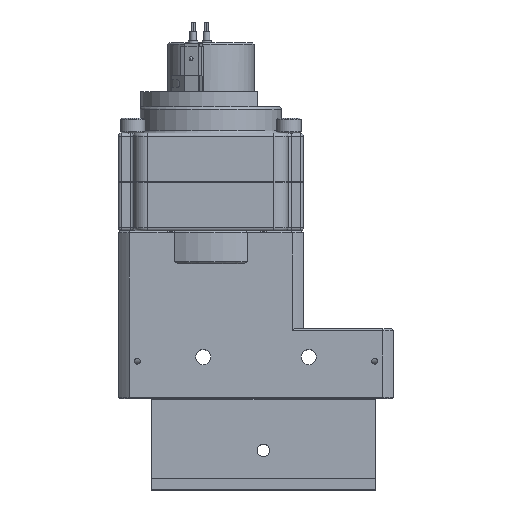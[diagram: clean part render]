
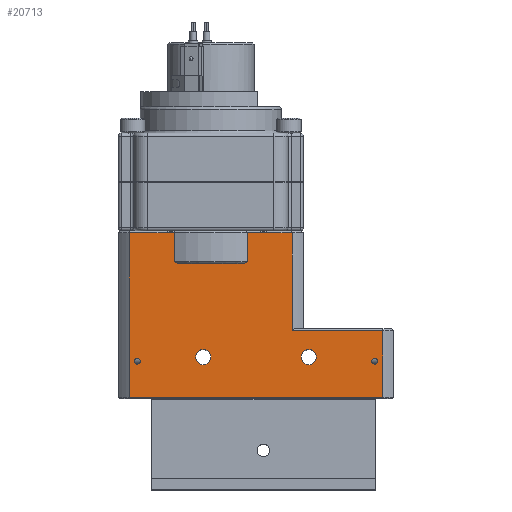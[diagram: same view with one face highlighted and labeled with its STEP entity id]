
A CAD part, top view. The second image highlights one B-rep face of the part: STEP entity #20713.
In plain terms, the highlighted planar face has unit normal (0, 0, 1).
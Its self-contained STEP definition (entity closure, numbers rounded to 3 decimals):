
#87=PLANE($,#21576);
#499=(
BOUNDED_CURVE()
B_SPLINE_CURVE(2,(#28350,#28351,#28352),.UNSPECIFIED.,.F.,.F.)
B_SPLINE_CURVE_WITH_KNOTS((3,3),(-2.59,-2.326),
 .UNSPECIFIED.)
CURVE()
GEOMETRIC_REPRESENTATION_ITEM()
RATIONAL_B_SPLINE_CURVE((1.233,1.225,1.217))
REPRESENTATION_ITEM($)
);
#500=(
BOUNDED_CURVE()
B_SPLINE_CURVE(2,(#28354,#28355,#28356),.UNSPECIFIED.,.F.,.F.)
B_SPLINE_CURVE_WITH_KNOTS((3,3),(-7.562,-7.297),
 .UNSPECIFIED.)
CURVE()
GEOMETRIC_REPRESENTATION_ITEM()
RATIONAL_B_SPLINE_CURVE((1.217,1.225,1.233))
REPRESENTATION_ITEM($)
);
#611=LINE($,#28336,#3454);
#613=LINE($,#28346,#3456);
#614=LINE($,#28359,#3457);
#615=LINE($,#28360,#3458);
#616=LINE($,#28364,#3459);
#628=LINE($,#28425,#3471);
#634=LINE($,#28456,#3477);
#635=LINE($,#28459,#3478);
#636=LINE($,#28461,#3479);
#637=LINE($,#28462,#3480);
#3454=VECTOR($,#22967,23.849);
#3456=VECTOR($,#22971,34.394);
#3457=VECTOR($,#22980,15.5);
#3458=VECTOR($,#22981,15.5);
#3459=VECTOR($,#22986,23.849);
#3471=VECTOR($,#23034,134.465);
#3477=VECTOR($,#23066,87.5);
#3478=VECTOR($,#23069,35.5);
#3479=VECTOR($,#23070,48.);
#3480=VECTOR($,#23071,52.);
#6371=FACE_BOUND($,#7364,.T.);
#6372=FACE_BOUND($,#7365,.T.);
#6373=FACE_BOUND($,#7366,.T.);
#6374=FACE_BOUND($,#7367,.T.);
#6644=FACE_OUTER_BOUND($,#7363,.T.);
#7363=EDGE_LOOP($,(#15356,#15357,#15358,#15359,#15360,#15361,#15362,#15363,
#15364,#15365,#15366,#15367));
#7364=EDGE_LOOP($,(#15368));
#7365=EDGE_LOOP($,(#15369));
#7366=EDGE_LOOP($,(#15370));
#7367=EDGE_LOOP($,(#15371));
#8223=CIRCLE($,#21430,1.5);
#8225=CIRCLE($,#21433,4.);
#8238=CIRCLE($,#21452,4.);
#8240=CIRCLE($,#21455,1.5);
#8780=VERTEX_POINT($,#28074);
#8782=VERTEX_POINT($,#28079);
#8789=VERTEX_POINT($,#28095);
#8790=VERTEX_POINT($,#28097);
#8798=VERTEX_POINT($,#28122);
#8800=VERTEX_POINT($,#28127);
#8877=VERTEX_POINT($,#28332);
#8879=VERTEX_POINT($,#28344);
#8880=VERTEX_POINT($,#28345);
#8881=VERTEX_POINT($,#28349);
#8882=VERTEX_POINT($,#28353);
#8883=VERTEX_POINT($,#28362);
#8901=VERTEX_POINT($,#28419);
#8902=VERTEX_POINT($,#28423);
#8907=VERTEX_POINT($,#28458);
#8908=VERTEX_POINT($,#28460);
#11626=EDGE_CURVE($,#8780,#8780,#8223,.T.);
#11628=EDGE_CURVE($,#8782,#8782,#8225,.T.);
#11645=EDGE_CURVE($,#8798,#8798,#8238,.T.);
#11647=EDGE_CURVE($,#8800,#8800,#8240,.T.);
#11744=EDGE_CURVE($,#8877,#8790,#611,.T.);
#11747=EDGE_CURVE($,#8879,#8880,#613,.T.);
#11749=EDGE_CURVE($,#8879,#8881,#499,.T.);
#11750=EDGE_CURVE($,#8882,#8880,#500,.T.);
#11752=EDGE_CURVE($,#8881,#8789,#614,.T.);
#11753=EDGE_CURVE($,#8882,#8790,#615,.T.);
#11755=EDGE_CURVE($,#8789,#8883,#616,.T.);
#11781=EDGE_CURVE($,#8901,#8902,#628,.T.);
#11794=EDGE_CURVE($,#8901,#8883,#634,.T.);
#11795=EDGE_CURVE($,#8902,#8907,#635,.T.);
#11796=EDGE_CURVE($,#8907,#8908,#636,.T.);
#11797=EDGE_CURVE($,#8877,#8908,#637,.T.);
#15356=ORIENTED_EDGE($,*,*,#11794,.F.);
#15357=ORIENTED_EDGE($,*,*,#11781,.T.);
#15358=ORIENTED_EDGE($,*,*,#11795,.T.);
#15359=ORIENTED_EDGE($,*,*,#11796,.T.);
#15360=ORIENTED_EDGE($,*,*,#11797,.F.);
#15361=ORIENTED_EDGE($,*,*,#11744,.T.);
#15362=ORIENTED_EDGE($,*,*,#11753,.F.);
#15363=ORIENTED_EDGE($,*,*,#11750,.T.);
#15364=ORIENTED_EDGE($,*,*,#11747,.F.);
#15365=ORIENTED_EDGE($,*,*,#11749,.T.);
#15366=ORIENTED_EDGE($,*,*,#11752,.T.);
#15367=ORIENTED_EDGE($,*,*,#11755,.T.);
#15368=ORIENTED_EDGE($,*,*,#11628,.F.);
#15369=ORIENTED_EDGE($,*,*,#11626,.F.);
#15370=ORIENTED_EDGE($,*,*,#11645,.F.);
#15371=ORIENTED_EDGE($,*,*,#11647,.F.);
#20713=ADVANCED_FACE($,(#6644,#6371,#6372,#6373,#6374),#87,.F.);
#21430=AXIS2_PLACEMENT_3D($,#28075,#22709,#22710);
#21433=AXIS2_PLACEMENT_3D($,#28080,#22715,#22716);
#21452=AXIS2_PLACEMENT_3D($,#28123,#22755,#22756);
#21455=AXIS2_PLACEMENT_3D($,#28128,#22761,#22762);
#21576=AXIS2_PLACEMENT_3D($,#28457,#23067,#23068);
#22709=DIRECTION('center_axis',(0.,0.,1.));
#22710=DIRECTION('ref_axis',(-1.,0.,0.));
#22715=DIRECTION('center_axis',(0.,0.,1.));
#22716=DIRECTION('ref_axis',(-1.,0.,0.));
#22755=DIRECTION('center_axis',(0.,0.,1.));
#22756=DIRECTION('ref_axis',(-1.,0.,0.));
#22761=DIRECTION('center_axis',(0.,0.,1.));
#22762=DIRECTION('ref_axis',(-1.,0.,0.));
#22967=DIRECTION($,(-1.,0.,0.));
#22971=DIRECTION($,(1.,0.,0.));
#22980=DIRECTION($,(0.,1.,0.));
#22981=DIRECTION($,(0.,1.,0.));
#22986=DIRECTION($,(-1.,0.,0.));
#23034=DIRECTION($,(1.,0.,0.));
#23066=DIRECTION($,(0.,1.,0.));
#23067=DIRECTION('center_axis',(0.,0.,-1.));
#23068=DIRECTION('ref_axis',(-1.,0.,0.));
#23069=DIRECTION($,(0.,1.,0.));
#23070=DIRECTION($,(-1.,0.,0.));
#23071=DIRECTION($,(0.,-1.,0.));
#28074=CARTESIAN_POINT('',(-9.,20.25,0.));
#28075=CARTESIAN_POINT('Origin',(-7.5,20.25,0.));
#28079=CARTESIAN_POINT('',(79.5,22.5,0.));
#28080=CARTESIAN_POINT('Origin',(83.5,22.5,0.));
#28095=CARTESIAN_POINT('',(12.116,88.5,0.));
#28097=CARTESIAN_POINT('',(50.884,88.5,0.));
#28122=CARTESIAN_POINT('',(23.5,22.5,0.));
#28123=CARTESIAN_POINT('Origin',(27.5,22.5,0.));
#28127=CARTESIAN_POINT('',(117.,20.25,0.));
#28128=CARTESIAN_POINT('Origin',(118.5,20.25,0.));
#28332=CARTESIAN_POINT('',(74.732,88.5,0.));
#28336=CARTESIAN_POINT($,(74.732,88.5,0.));
#28344=CARTESIAN_POINT('',(14.303,72.,0.));
#28345=CARTESIAN_POINT('',(48.697,72.,0.));
#28346=CARTESIAN_POINT($,(14.303,72.,0.));
#28349=CARTESIAN_POINT('',(12.116,73.,0.));
#28350=CARTESIAN_POINT('Ctrl Pts',(14.303,72.,0.));
#28351=CARTESIAN_POINT('Ctrl Pts',(13.223,72.47,0.));
#28352=CARTESIAN_POINT('Ctrl Pts',(12.116,73.,0.));
#28353=CARTESIAN_POINT('',(50.884,73.,0.));
#28354=CARTESIAN_POINT('Ctrl Pts',(50.884,73.,0.));
#28355=CARTESIAN_POINT('Ctrl Pts',(49.777,72.47,0.));
#28356=CARTESIAN_POINT('Ctrl Pts',(48.697,72.,0.));
#28359=CARTESIAN_POINT($,(12.116,73.,0.));
#28360=CARTESIAN_POINT($,(50.884,73.,0.));
#28362=CARTESIAN_POINT('',(-11.732,88.5,0.));
#28364=CARTESIAN_POINT($,(12.116,88.5,0.));
#28419=CARTESIAN_POINT('',(-11.732,1.,0.));
#28423=CARTESIAN_POINT('',(122.732,1.,0.));
#28425=CARTESIAN_POINT($,(-11.732,1.,0.));
#28456=CARTESIAN_POINT($,(-11.732,1.,0.));
#28457=CARTESIAN_POINT('Origin',(200.786,0.5,0.));
#28458=CARTESIAN_POINT('',(122.732,36.5,0.));
#28459=CARTESIAN_POINT($,(122.732,1.,0.));
#28460=CARTESIAN_POINT('',(74.732,36.5,0.));
#28461=CARTESIAN_POINT($,(122.732,36.5,0.));
#28462=CARTESIAN_POINT($,(74.732,88.5,0.));
